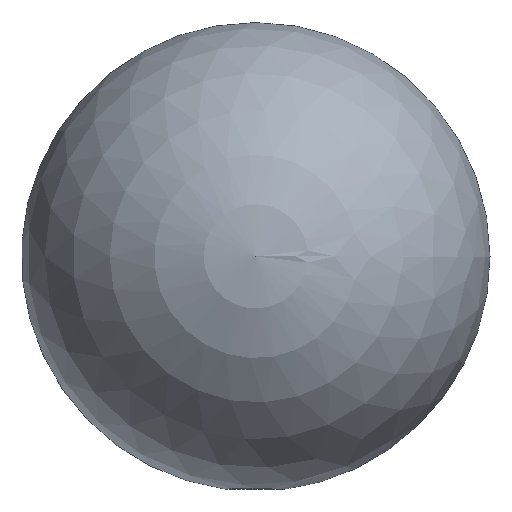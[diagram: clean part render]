
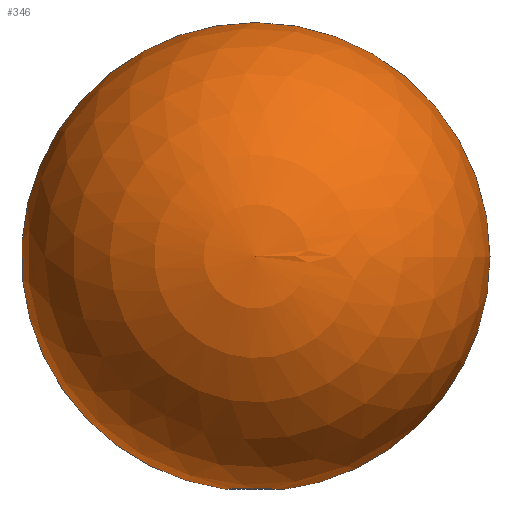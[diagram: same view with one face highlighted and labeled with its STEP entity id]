
A CAD part, top view. The second image highlights one B-rep face of the part: STEP entity #346.
In plain terms, the highlighted spherical face has radius 25 mm.
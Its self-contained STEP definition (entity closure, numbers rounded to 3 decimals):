
#21 = CARTESIAN_POINT ( 'NONE',  ( -2.353, -24.748, 2.646 ) ) ;
#64 = CARTESIAN_POINT ( 'NONE',  ( -3.054, -24.759, 1.657 ) ) ;
#73 = AXIS2_PLACEMENT_3D ( 'NONE', #832, #1102, #1385 ) ;
#80 = CARTESIAN_POINT ( 'NONE',  ( -2.353, -24.748, 2.646 ) ) ;
#122 = DIRECTION ( 'NONE',  ( 1., 0., 0. ) ) ;
#132 = CARTESIAN_POINT ( 'NONE',  ( 2.445, -24.787, 2.161 ) ) ;
#148 = CARTESIAN_POINT ( 'NONE',  ( -1.381, -24.748, 3.269 ) ) ;
#163 = CARTESIAN_POINT ( 'NONE',  ( -3.359, -24.77, 0.487 ) ) ;
#196 = B_SPLINE_CURVE_WITH_KNOTS ( 'NONE', 3,
 ( #460, #1021, #1546, #1559, #64, #321, #1414, #163, #1164, #466 ),
 .UNSPECIFIED., .F., .F.,
 ( 4, 2, 2, 2, 4 ),
 ( 0., 0.001, 0.001, 0.002, 0.003 ),
 .UNSPECIFIED. ) ;
#240 = VERTEX_POINT ( 'NONE', #80 ) ;
#262 = CARTESIAN_POINT ( 'NONE',  ( 0.207, -24.748, 3.535 ) ) ;
#266 = CARTESIAN_POINT ( 'NONE',  ( 3.025, -24.814, 0.414 ) ) ;
#274 = CARTESIAN_POINT ( 'NONE',  ( 0., 0., 0. ) ) ;
#282 = DIRECTION ( 'NONE',  ( -1., 0., 0. ) ) ;
#321 = CARTESIAN_POINT ( 'NONE',  ( -3.225, -24.763, 1.203 ) ) ;
#346 = ADVANCED_FACE ( 'NONE', ( #1225 ), #379, .T. ) ;
#379 = SPHERICAL_SURFACE ( 'NONE', #542, 25. ) ;
#382 = CARTESIAN_POINT ( 'NONE',  ( 0.207, -24.748, 3.535 ) ) ;
#402 = CARTESIAN_POINT ( 'NONE',  ( 2.832, -24.799, 1.429 ) ) ;
#413 = CARTESIAN_POINT ( 'NONE',  ( 2.949, -24.805, 1.031 ) ) ;
#416 = CARTESIAN_POINT ( 'NONE',  ( 0., 25., 0. ) ) ;
#426 = CARTESIAN_POINT ( 'NONE',  ( 0.207, -24.748, 3.535 ) ) ;
#460 = CARTESIAN_POINT ( 'NONE',  ( -2.353, -24.748, 2.646 ) ) ;
#466 = CARTESIAN_POINT ( 'NONE',  ( -3.354, -24.774, 0. ) ) ;
#477 = AXIS2_PLACEMENT_3D ( 'NONE', #567, #1120, #282 ) ;
#498 = VERTEX_POINT ( 'NONE', #416 ) ;
#501 = EDGE_CURVE ( 'NONE', #1018, #498, #1550, .T. ) ;
#517 = ORIENTED_EDGE ( 'NONE', *, *, #697, .F. ) ;
#530 = CARTESIAN_POINT ( 'NONE',  ( 3.023, -24.817, 0.208 ) ) ;
#539 = EDGE_CURVE ( 'NONE', #652, #498, #1011, .T. ) ;
#542 = AXIS2_PLACEMENT_3D ( 'NONE', #274, #677, #122 ) ;
#544 = ORIENTED_EDGE ( 'NONE', *, *, #1425, .F. ) ;
#567 = CARTESIAN_POINT ( 'NONE',  ( 0., 0., 0. ) ) ;
#576 = CARTESIAN_POINT ( 'NONE',  ( -2.179, -24.748, 2.801 ) ) ;
#577 = EDGE_CURVE ( 'NONE', #950, #240, #600, .T. ) ;
#600 = B_SPLINE_CURVE_WITH_KNOTS ( 'NONE', 3,
 ( #262, #844, #1395, #148, #709, #1260, #576, #21 ),
 .UNSPECIFIED., .F., .F.,
 ( 4, 2, 2, 4 ),
 ( 0., 0.001, 0.002, 0.003 ),
 .UNSPECIFIED. ) ;
#641 = B_SPLINE_CURVE_WITH_KNOTS ( 'NONE', 3,
 ( #1513, #530, #266, #1654, #413, #402, #1770, #1380, #132, #1525, #694, #1209, #1485, #1755, #1079, #382 ),
 .UNSPECIFIED., .F., .F.,
 ( 4, 2, 2, 2, 2, 2, 2, 4 ),
 ( 0., 0.001, 0.001, 0.002, 0.002, 0.003, 0.004, 0.005 ),
 .UNSPECIFIED. ) ;
#652 = VERTEX_POINT ( 'NONE', #1700 ) ;
#677 = DIRECTION ( 'NONE',  ( 0., 0., -1. ) ) ;
#694 = CARTESIAN_POINT ( 'NONE',  ( 2.04, -24.778, 2.629 ) ) ;
#697 = EDGE_CURVE ( 'NONE', #240, #652, #196, .T. ) ;
#709 = CARTESIAN_POINT ( 'NONE',  ( -1.59, -24.748, 3.173 ) ) ;
#832 = CARTESIAN_POINT ( 'NONE',  ( 0., 0., 0. ) ) ;
#844 = CARTESIAN_POINT ( 'NONE',  ( -0.258, -24.748, 3.562 ) ) ;
#950 = VERTEX_POINT ( 'NONE', #426 ) ;
#1011 = CIRCLE ( 'NONE', #477, 25. ) ;
#1018 = VERTEX_POINT ( 'NONE', #1727 ) ;
#1021 = CARTESIAN_POINT ( 'NONE',  ( -2.526, -24.75, 2.472 ) ) ;
#1079 = CARTESIAN_POINT ( 'NONE',  ( 0.619, -24.754, 3.469 ) ) ;
#1102 = DIRECTION ( 'NONE',  ( 0., 0., 1. ) ) ;
#1120 = DIRECTION ( 'NONE',  ( 0., 0., -1. ) ) ;
#1164 = CARTESIAN_POINT ( 'NONE',  ( -3.37, -24.772, 0.241 ) ) ;
#1209 = CARTESIAN_POINT ( 'NONE',  ( 1.723, -24.772, 2.899 ) ) ;
#1225 = FACE_OUTER_BOUND ( 'NONE', #1229, .T. ) ;
#1226 = ORIENTED_EDGE ( 'NONE', *, *, #577, .F. ) ;
#1229 = EDGE_LOOP ( 'NONE', ( #1496, #517, #1226, #544, #1241 ) ) ;
#1241 = ORIENTED_EDGE ( 'NONE', *, *, #501, .T. ) ;
#1260 = CARTESIAN_POINT ( 'NONE',  ( -1.99, -24.748, 2.939 ) ) ;
#1380 = CARTESIAN_POINT ( 'NONE',  ( 2.561, -24.79, 1.985 ) ) ;
#1385 = DIRECTION ( 'NONE',  ( 1., 0., 0. ) ) ;
#1395 = CARTESIAN_POINT ( 'NONE',  ( -0.723, -24.748, 3.498 ) ) ;
#1414 = CARTESIAN_POINT ( 'NONE',  ( -3.286, -24.765, 0.969 ) ) ;
#1425 = EDGE_CURVE ( 'NONE', #1018, #950, #641, .T. ) ;
#1485 = CARTESIAN_POINT ( 'NONE',  ( 1.553, -24.769, 3.018 ) ) ;
#1496 = ORIENTED_EDGE ( 'NONE', *, *, #539, .F. ) ;
#1513 = CARTESIAN_POINT ( 'NONE',  ( 3., -24.819, 0. ) ) ;
#1525 = CARTESIAN_POINT ( 'NONE',  ( 2.184, -24.781, 2.481 ) ) ;
#1546 = CARTESIAN_POINT ( 'NONE',  ( -2.679, -24.752, 2.284 ) ) ;
#1550 = CIRCLE ( 'NONE', #73, 25. ) ;
#1559 = CARTESIAN_POINT ( 'NONE',  ( -2.942, -24.756, 1.878 ) ) ;
#1654 = CARTESIAN_POINT ( 'NONE',  ( 2.988, -24.808, 0.825 ) ) ;
#1700 = CARTESIAN_POINT ( 'NONE',  ( -3.354, -24.774, 0. ) ) ;
#1727 = CARTESIAN_POINT ( 'NONE',  ( 3., -24.819, 0. ) ) ;
#1755 = CARTESIAN_POINT ( 'NONE',  ( 1.017, -24.76, 3.327 ) ) ;
#1770 = CARTESIAN_POINT ( 'NONE',  ( 2.754, -24.796, 1.62 ) ) ;
